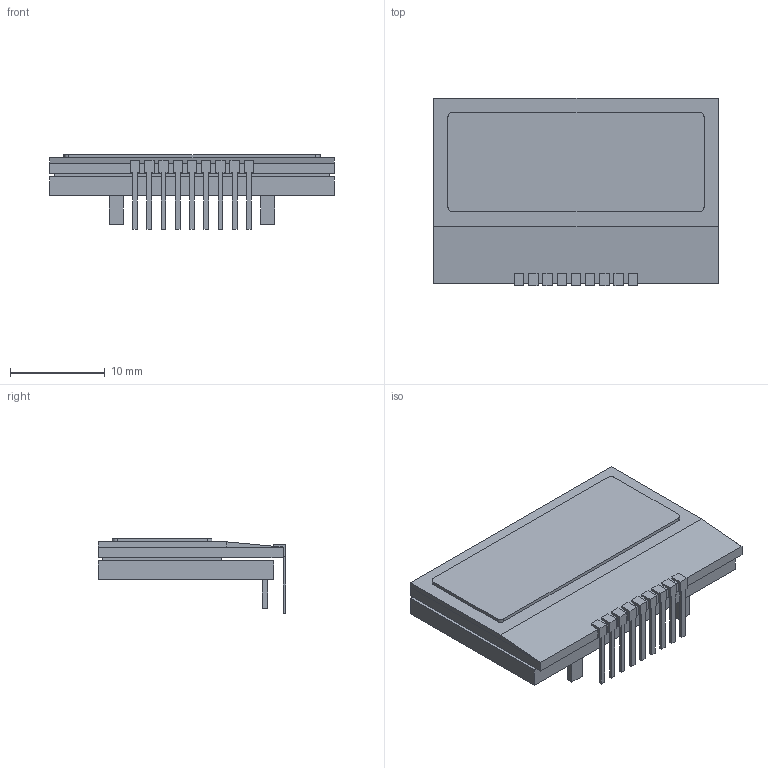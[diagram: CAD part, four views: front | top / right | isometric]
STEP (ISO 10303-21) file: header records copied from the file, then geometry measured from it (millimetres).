
FILE_DESCRIPTION(/* description */ (''),/* implementation_level */ '2;1');
FILE_NAME(/* name */ 'AQM0802A-FLW-GBW.stp',/* time_stamp */ '2020-05-31T15:34:17+09:00',/* author */ ('3Zuta'),/* organization */ (''),/* preprocessor_version */ 'ST-DEVELOPER v18',/* originating_system */ 'Autodesk Inventor 2020',/* authorisation */ '');
FILE_SCHEMA (('AUTOMOTIVE_DESIGN { 1 0 10303 214 3 1 1 }'));
Length unit declared in the file: millimetre
Products named in the file (11): AQM0802-FLW-GBW; AQM0802A-RN-GBW; 画面; 画面_1; シリコン部分; 裏面紙; 液晶; ピン; バックライト; LED_BackLight; バックライトのピン
Assembly tree (19 placements, depth 3):
  AQM0802-FLW-GBW
    AQM0802A-RN-GBW
      画面
      画面_1
      シリコン部分
      裏面紙
      液晶
      ピン  x9
    バックライト
      LED_BackLight
      バックライトのピン  x2
Bounding box: 30 x 19.8 x 7.9 mm (x, y, z)
Volume: 2271.5 mm3; surface area: 5342.3 mm2
Topology: 17 solids, 17 shells, 159 faces, 379 edges, 258 vertices
Faces by surface type: plane 155, cylinder 4
Entity records: 2071 total; most frequent: DIRECTION 305, CARTESIAN_POINT 300, ORIENTED_EDGE 246, EDGE_CURVE 123, LINE 115, VECTOR 115, AXIS2_PLACEMENT_3D 95, VERTEX_POINT 82
